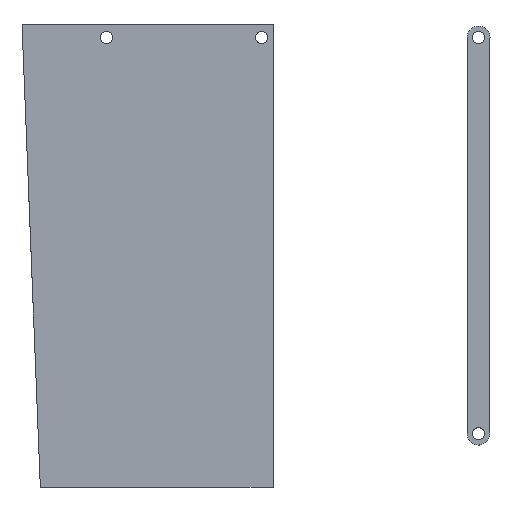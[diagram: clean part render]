
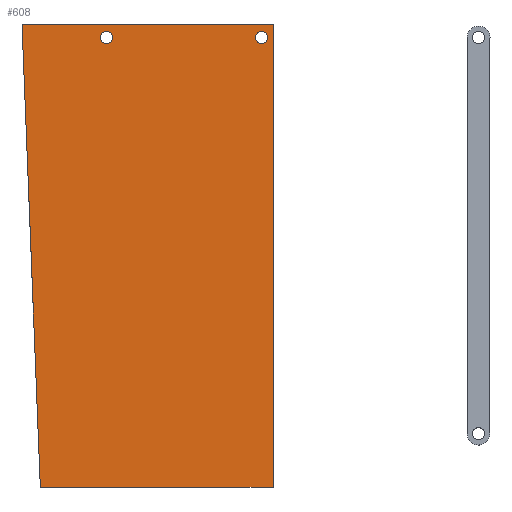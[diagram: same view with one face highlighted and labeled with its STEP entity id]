
A CAD part, top view. The second image highlights one B-rep face of the part: STEP entity #608.
In plain terms, the highlighted planar face has unit normal (0, 0, 1).
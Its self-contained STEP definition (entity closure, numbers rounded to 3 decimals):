
#19=FACE_BOUND('',#105,.T.);
#20=FACE_BOUND('',#106,.T.);
#42=PLANE('',#667);
#70=FACE_OUTER_BOUND('',#104,.T.);
#104=EDGE_LOOP('',(#533,#534,#535,#536));
#105=EDGE_LOOP('',(#537));
#106=EDGE_LOOP('',(#538));
#165=LINE('',#975,#229);
#168=LINE('',#980,#232);
#171=LINE('',#985,#235);
#172=LINE('',#987,#236);
#229=VECTOR('',#796,10.);
#232=VECTOR('',#801,10.);
#235=VECTOR('',#806,10.);
#236=VECTOR('',#809,10.);
#257=CIRCLE('',#660,1.325);
#258=CIRCLE('',#662,1.325);
#305=VERTEX_POINT('',#965);
#306=VERTEX_POINT('',#969);
#307=VERTEX_POINT('',#973);
#308=VERTEX_POINT('',#974);
#309=VERTEX_POINT('',#979);
#310=VERTEX_POINT('',#983);
#378=EDGE_CURVE('',#305,#305,#257,.T.);
#380=EDGE_CURVE('',#306,#306,#258,.T.);
#381=EDGE_CURVE('',#307,#308,#165,.T.);
#384=EDGE_CURVE('',#309,#307,#168,.T.);
#387=EDGE_CURVE('',#310,#309,#171,.T.);
#388=EDGE_CURVE('',#308,#310,#172,.T.);
#533=ORIENTED_EDGE('',*,*,#387,.F.);
#534=ORIENTED_EDGE('',*,*,#388,.F.);
#535=ORIENTED_EDGE('',*,*,#381,.F.);
#536=ORIENTED_EDGE('',*,*,#384,.F.);
#537=ORIENTED_EDGE('',*,*,#380,.F.);
#538=ORIENTED_EDGE('',*,*,#378,.F.);
#608=ADVANCED_FACE('',(#70,#19,#20),#42,.F.);
#660=AXIS2_PLACEMENT_3D('',#967,#787,#788);
#662=AXIS2_PLACEMENT_3D('',#971,#792,#793);
#667=AXIS2_PLACEMENT_3D('',#988,#810,#811);
#787=DIRECTION('center_axis',(0.,0.,
1.));
#788=DIRECTION('ref_axis',(1.,0.,0.));
#792=DIRECTION('center_axis',(0.,0.,
1.));
#793=DIRECTION('ref_axis',(1.,0.,0.));
#796=DIRECTION('',(-1.,0.,0.));
#801=DIRECTION('',(0.,-1.,0.));
#806=DIRECTION('',(1.,0.,0.));
#809=DIRECTION('',(-0.04,0.999,0.));
#810=DIRECTION('center_axis',(0.,0.,
-1.));
#811=DIRECTION('ref_axis',(1.,0.,0.));
#965=CARTESIAN_POINT('',(-37.825,51.5,34.673));
#967=CARTESIAN_POINT('Origin',(-36.5,51.5,34.673));
#969=CARTESIAN_POINT('',(-3.825,51.5,34.673));
#971=CARTESIAN_POINT('Origin',(-2.5,51.5,34.673));
#973=CARTESIAN_POINT('',(0.,-47.,34.673));
#974=CARTESIAN_POINT('',(-51.,-47.,34.673));
#975=CARTESIAN_POINT('',(0.,-47.,34.673));
#979=CARTESIAN_POINT('',(0.,54.259,34.673));
#980=CARTESIAN_POINT('',(0.,54.259,34.673));
#983=CARTESIAN_POINT('',(-55.017,54.259,34.673));
#985=CARTESIAN_POINT('',(-55.017,54.259,34.673));
#987=CARTESIAN_POINT('',(-51.,-47.,34.673));
#988=CARTESIAN_POINT('Origin',(-27.509,3.63,34.673));
